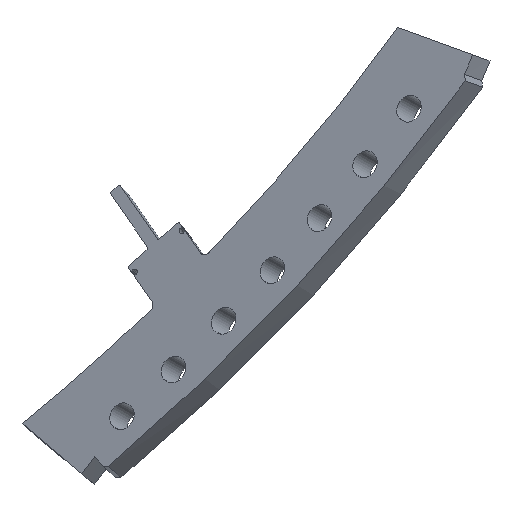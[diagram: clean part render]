
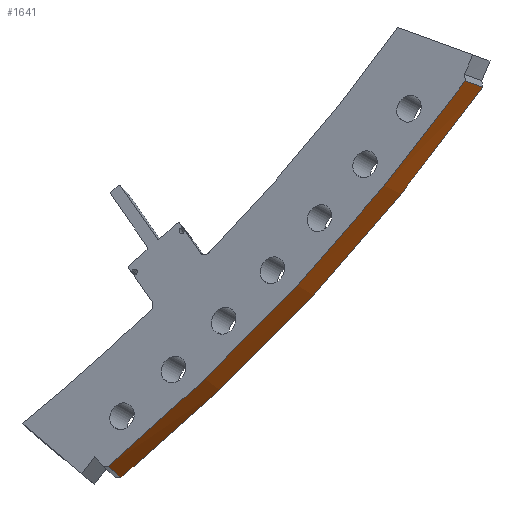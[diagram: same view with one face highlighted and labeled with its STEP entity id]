
A CAD part, front view. The second image highlights one B-rep face of the part: STEP entity #1641.
In plain terms, the highlighted free-form (B-spline) face has degree [3, 3] with [6, 4] control points.
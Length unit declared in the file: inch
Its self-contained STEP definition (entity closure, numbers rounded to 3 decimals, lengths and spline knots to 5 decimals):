
#269=CARTESIAN_POINT('',(20.58372,33.85014,21.78791));
#270=DIRECTION('',(0.478,0.834,-0.276));
#271=DIRECTION('',(0.654,-0.548,-0.522));
#272=AXIS2_PLACEMENT_3D('',#269,#270,#271);
#404=CARTESIAN_POINT('',(24.29559,33.02625,18.02736));
#405=DIRECTION('',(0.478,0.834,-0.276));
#406=DIRECTION('',(0.659,-0.548,-0.514));
#407=AXIS2_PLACEMENT_3D('',#404,#405,#406);
#670=DIRECTION('',(0.345,0.885,-0.313));
#671=VECTOR('',#670,2.14832);
#672=CARTESIAN_POINT('',(71.70366,-21.88666,-58.088));
#673=LINE('',#672,#671);
#674=DIRECTION('',(0.472,0.865,-0.17));
#675=VECTOR('',#674,2.13808);
#676=CARTESIAN_POINT('',(92.52168,-26.38647,-35.62706));
#677=LINE('',#676,#675);
#915=CARTESIAN_POINT('',(92.52168,-26.38647,-35.62706));
#916=CARTESIAN_POINT('',(71.70366,-21.88666,-58.088));
#917=VERTEX_POINT('',#915);
#918=VERTEX_POINT('',#916);
#919=CARTESIAN_POINT('',(93.53097,-24.53699,-35.99056));
#920=CARTESIAN_POINT('',(72.44452,-19.98566,-58.76077));
#921=VERTEX_POINT('',#919);
#922=VERTEX_POINT('',#920);
#1609=CARTESIAN_POINT('',(92.85673,-26.47973,
-35.11503));
#1610=CARTESIAN_POINT('',(93.2122,-25.82811,
-35.23941));
#1611=CARTESIAN_POINT('',(93.56767,-25.17648,
-35.36378));
#1612=CARTESIAN_POINT('',(93.92314,-24.52485,
-35.48816));
#1613=CARTESIAN_POINT('',(92.73611,-26.46606,
-35.28265));
#1614=CARTESIAN_POINT('',(93.09146,-25.81476,
-35.4082));
#1615=CARTESIAN_POINT('',(93.44681,-25.16345,
-35.53376));
#1616=CARTESIAN_POINT('',(93.80216,-24.51215,
-35.65931));
#1617=CARTESIAN_POINT('',(86.56449,-25.75246,
-43.81594));
#1618=CARTESIAN_POINT('',(86.91338,-25.1172,
-44.00116));
#1619=CARTESIAN_POINT('',(87.26226,-24.48193,
-44.18637));
#1620=CARTESIAN_POINT('',(87.61115,-23.84666,
-44.37158));
#1621=CARTESIAN_POINT('',(79.25453,-24.17235,
-51.70259));
#1622=CARTESIAN_POINT('',(79.56586,-23.52977,
-51.93076));
#1623=CARTESIAN_POINT('',(79.87719,-22.8872,
-52.15893));
#1624=CARTESIAN_POINT('',(80.18852,-22.24462,
-52.3871));
#1625=CARTESIAN_POINT('',(71.37436,-21.84854,
-58.32965));
#1626=CARTESIAN_POINT('',(71.63295,-21.17867,
-58.56671));
#1627=CARTESIAN_POINT('',(71.89153,-20.5088,
-58.80377));
#1628=CARTESIAN_POINT('',(72.15012,-19.83893,
-59.04083));
#1629=CARTESIAN_POINT('',(71.21958,-21.80268,
-58.45917));
#1630=CARTESIAN_POINT('',(71.47713,-21.13227,
-58.69639));
#1631=CARTESIAN_POINT('',(71.73467,-20.46186,
-58.93361));
#1632=CARTESIAN_POINT('',(71.99222,-19.79144,
-59.17083));
#1633=B_SPLINE_SURFACE_WITH_KNOTS('',3,3,((#1609,#1610,#1611,#1612),(#1613,
#1614,#1615,#1616),(#1617,#1618,#1619,#1620),(#1621,#1622,#1623,#1624),(#1625,
#1626,#1627,#1628),(#1629,#1630,#1631,#1632)),.UNSPECIFIED.,.F.,.F.,.F.,(4,1,1,
4),(4,4),(-0.02,0.,1.,1.02),(-0.02773,1.02773),
.UNSPECIFIED.);
#1634=ORIENTED_EDGE('',*,*,#1050,.F.);
#1636=ORIENTED_EDGE('',*,*,#1635,.T.);
#1637=ORIENTED_EDGE('',*,*,#1152,.T.);
#1638=ORIENTED_EDGE('',*,*,#1602,.F.);
#1639=EDGE_LOOP('',(#1634,#1636,#1637,#1638));
#1640=FACE_OUTER_BOUND('',#1639,.F.);
#1641=ADVANCED_FACE('',(#1640),#1633,.T.);
#273=CIRCLE('',#272,110.);
#408=CIRCLE('',#407,105.);
#1050=EDGE_CURVE('',#917,#918,#273,.T.);
#1152=EDGE_CURVE('',#921,#922,#408,.T.);
#1602=EDGE_CURVE('',#918,#922,#673,.T.);
#1635=EDGE_CURVE('',#917,#921,#677,.T.);
